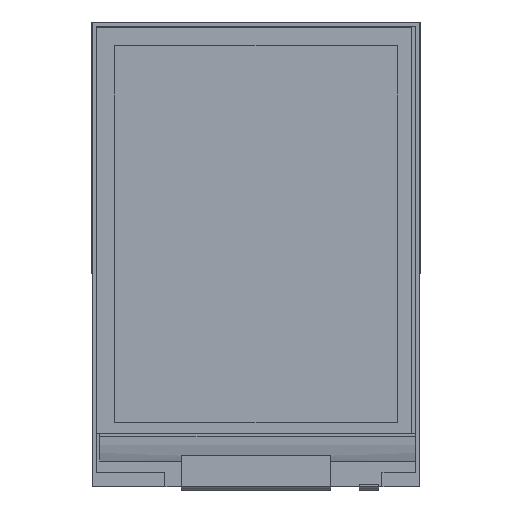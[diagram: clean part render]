
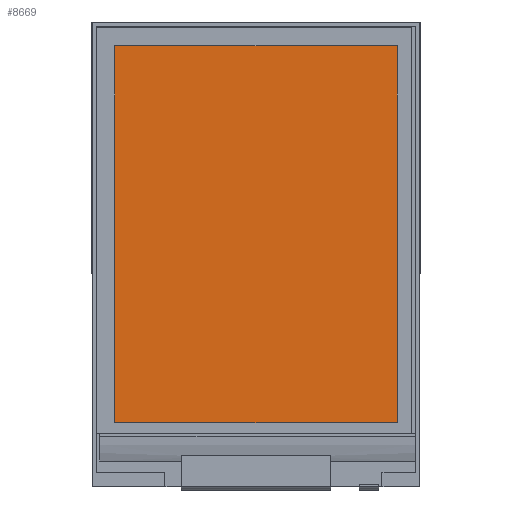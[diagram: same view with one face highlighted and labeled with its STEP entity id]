
A CAD part, top view. The second image highlights one B-rep face of the part: STEP entity #8669.
In plain terms, the highlighted planar face has unit normal (0, 0, 1).
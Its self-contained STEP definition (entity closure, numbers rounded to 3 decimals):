
#768=FACE_OUTER_BOUND('',#1247,.T.);
#1247=EDGE_LOOP('',(#7219,#7220,#7221,#7222));
#2286=LINE('',#15171,#3373);
#2288=LINE('',#15175,#3375);
#2290=LINE('',#15179,#3377);
#2292=LINE('',#15182,#3379);
#3373=VECTOR('',#10665,1000.);
#3375=VECTOR('',#10669,1000.);
#3377=VECTOR('',#10673,1000.);
#3379=VECTOR('',#10677,1000.);
#4318=VERTEX_POINT('',#15168);
#4319=VERTEX_POINT('',#15170);
#4320=VERTEX_POINT('',#15174);
#4321=VERTEX_POINT('',#15178);
#5362=EDGE_CURVE('',#4318,#4319,#2286,.T.);
#5364=EDGE_CURVE('',#4319,#4320,#2288,.T.);
#5366=EDGE_CURVE('',#4320,#4321,#2290,.T.);
#5368=EDGE_CURVE('',#4321,#4318,#2292,.T.);
#7219=ORIENTED_EDGE('',*,*,#5362,.F.);
#7220=ORIENTED_EDGE('',*,*,#5368,.F.);
#7221=ORIENTED_EDGE('',*,*,#5366,.F.);
#7222=ORIENTED_EDGE('',*,*,#5364,.F.);
#8227=PLANE('',#9144);
#8669=ADVANCED_FACE('',(#768),#8227,.F.);
#9144=AXIS2_PLACEMENT_3D('',#15183,#10678,#10679);
#10665=DIRECTION('',(-1.,0.,0.));
#10669=DIRECTION('',(0.,1.,0.));
#10673=DIRECTION('',(1.,0.,0.));
#10677=DIRECTION('',(0.,-1.,0.));
#10678=DIRECTION('center_axis',(0.,0.,-1.));
#10679=DIRECTION('ref_axis',(-1.,0.,0.));
#15168=CARTESIAN_POINT('',(18.36,-21.815,2.223));
#15170=CARTESIAN_POINT('',(-18.36,-21.815,2.223));
#15171=CARTESIAN_POINT('',(18.36,-21.815,2.223));
#15174=CARTESIAN_POINT('',(-18.36,27.145,2.223));
#15175=CARTESIAN_POINT('',(-18.36,-21.815,2.223));
#15178=CARTESIAN_POINT('',(18.36,27.145,2.223));
#15179=CARTESIAN_POINT('',(-18.36,27.145,2.223));
#15182=CARTESIAN_POINT('',(18.36,27.145,2.223));
#15183=CARTESIAN_POINT('Origin',(0.,0.,2.223));
